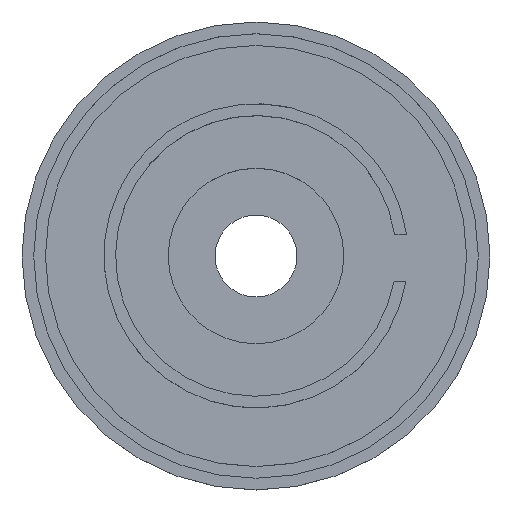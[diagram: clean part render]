
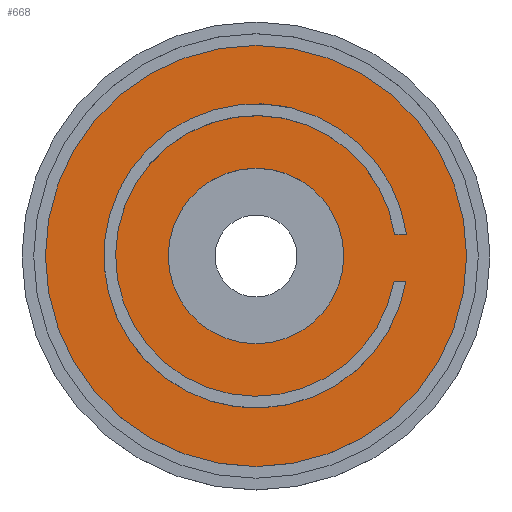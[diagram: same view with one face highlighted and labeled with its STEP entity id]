
A CAD part, top view. The second image highlights one B-rep face of the part: STEP entity #668.
In plain terms, the highlighted planar face has unit normal (0, 0, 1).
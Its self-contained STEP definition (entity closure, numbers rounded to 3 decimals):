
#18=FACE_BOUND('',#120,.T.);
#19=FACE_BOUND('',#121,.T.);
#36=CIRCLE('',#716,12.);
#41=CIRCLE('',#728,7.5);
#42=CIRCLE('',#730,18.);
#43=CIRCLE('',#731,13.);
#78=FACE_OUTER_BOUND('',#119,.T.);
#119=EDGE_LOOP('',(#539));
#120=EDGE_LOOP('',(#540,#541,#542,#543));
#121=EDGE_LOOP('',(#544));
#192=LINE('',#1060,#262);
#200=LINE('',#1087,#270);
#262=VECTOR('',#853,10.);
#270=VECTOR('',#885,10.);
#317=VERTEX_POINT('',#1044);
#318=VERTEX_POINT('',#1046);
#323=VERTEX_POINT('',#1058);
#328=VERTEX_POINT('',#1079);
#329=VERTEX_POINT('',#1083);
#330=VERTEX_POINT('',#1085);
#390=EDGE_CURVE('',#317,#318,#36,.T.);
#397=EDGE_CURVE('',#317,#323,#192,.T.);
#406=EDGE_CURVE('',#328,#328,#41,.T.);
#408=EDGE_CURVE('',#329,#329,#42,.T.);
#409=EDGE_CURVE('',#330,#323,#43,.T.);
#410=EDGE_CURVE('',#318,#330,#200,.T.);
#539=ORIENTED_EDGE('',*,*,#408,.T.);
#540=ORIENTED_EDGE('',*,*,#397,.T.);
#541=ORIENTED_EDGE('',*,*,#409,.F.);
#542=ORIENTED_EDGE('',*,*,#410,.F.);
#543=ORIENTED_EDGE('',*,*,#390,.F.);
#544=ORIENTED_EDGE('',*,*,#406,.T.);
#635=PLANE('',#729);
#668=ADVANCED_FACE('',(#78,#18,#19),#635,.T.);
#716=AXIS2_PLACEMENT_3D('',#1047,#841,#842);
#728=AXIS2_PLACEMENT_3D('',#1080,#876,#877);
#729=AXIS2_PLACEMENT_3D('',#1082,#879,#880);
#730=AXIS2_PLACEMENT_3D('',#1084,#881,#882);
#731=AXIS2_PLACEMENT_3D('',#1086,#883,#884);
#841=DIRECTION('center_axis',(0.,0.,-1.));
#842=DIRECTION('ref_axis',(0.5,-0.866,0.));
#853=DIRECTION('',(1.,0.,0.));
#876=DIRECTION('center_axis',(0.,0.,-1.));
#877=DIRECTION('ref_axis',(-1.,0.,0.));
#879=DIRECTION('center_axis',(0.,0.,1.));
#880=DIRECTION('ref_axis',(-0.866,-0.5,0.));
#881=DIRECTION('center_axis',(0.,0.,1.));
#882=DIRECTION('ref_axis',(-1.,0.,0.));
#883=DIRECTION('center_axis',(0.,0.,1.));
#884=DIRECTION('ref_axis',(0.5,-0.866,0.));
#885=DIRECTION('',(1.,0.,0.));
#1044=CARTESIAN_POINT('',(-13.698,9.5,4.));
#1046=CARTESIAN_POINT('',(-13.64,13.5,4.));
#1047=CARTESIAN_POINT('Origin',(-25.5,11.67,4.));
#1058=CARTESIAN_POINT('',(-12.682,9.5,4.));
#1060=CARTESIAN_POINT('',(-25.,9.5,4.));
#1079=CARTESIAN_POINT('',(-18.,11.67,4.));
#1080=CARTESIAN_POINT('Origin',(-25.5,11.67,4.));
#1082=CARTESIAN_POINT('Origin',(-25.5,11.67,4.));
#1083=CARTESIAN_POINT('',(-7.5,11.67,4.));
#1084=CARTESIAN_POINT('Origin',(-25.5,11.67,4.));
#1085=CARTESIAN_POINT('',(-12.629,13.5,4.));
#1086=CARTESIAN_POINT('Origin',(-25.5,11.67,4.));
#1087=CARTESIAN_POINT('',(-25.,13.5,4.));
